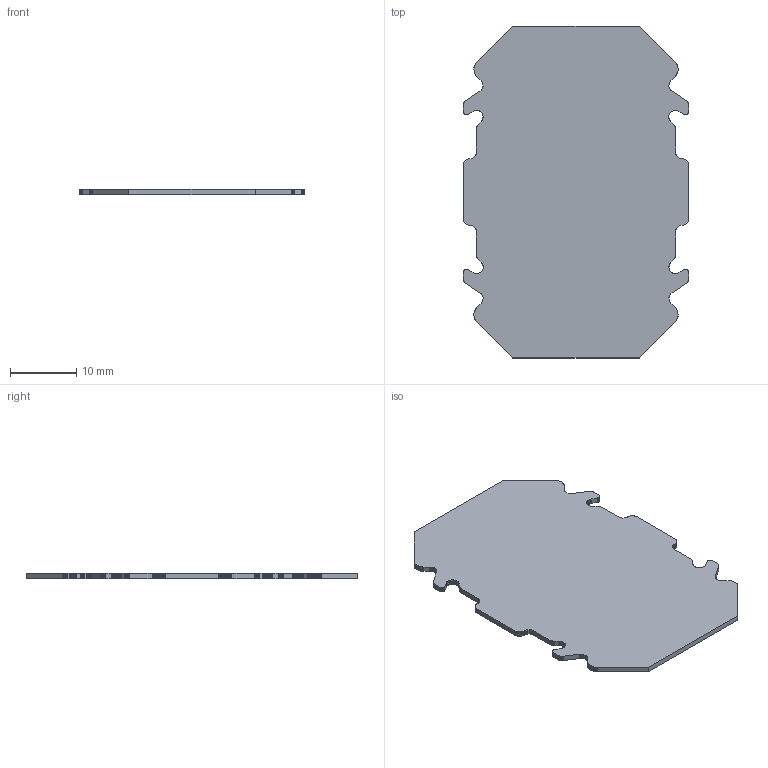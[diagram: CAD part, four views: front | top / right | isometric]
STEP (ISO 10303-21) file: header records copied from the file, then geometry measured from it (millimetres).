
FILE_DESCRIPTION(('KiCad electronic assembly'),'2;1');
FILE_NAME('v3.1_top.step','2024-11-16T17:19:55',('Pcbnew'),('Kicad'), 'Open CASCADE STEP processor 7.8','KiCad to STEP converter','Unknown' );
FILE_SCHEMA(('AUTOMOTIVE_DESIGN { 1 0 10303 214 1 1 1 1 }'));
Length unit declared in the file: millimetre
Products named in the file (2): v3.1_top 1; USB_duck_v3_top_PCB
Assembly tree (1 placements, depth 2):
  v3.1_top 1
    USB_duck_v3_top_PCB
Bounding box: 34 x 50 x 0.8 mm (x, y, z)
Volume: 1188.5 mm3; surface area: 3110.2 mm2
Topology: 1 solids, 1 shells, 498 faces, 1488 edges, 992 vertices
Faces by surface type: plane 498
Entity records: 16429 total; most frequent: CARTESIAN_POINT 2980, ORIENTED_EDGE 2976, DIRECTION 2488, EDGE_CURVE 1488, LINE 1488, VECTOR 1488, VERTEX_POINT 992, AXIS2_PLACEMENT_3D 500
